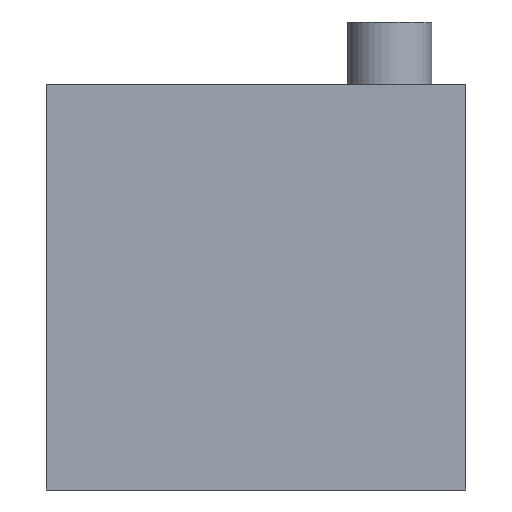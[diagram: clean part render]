
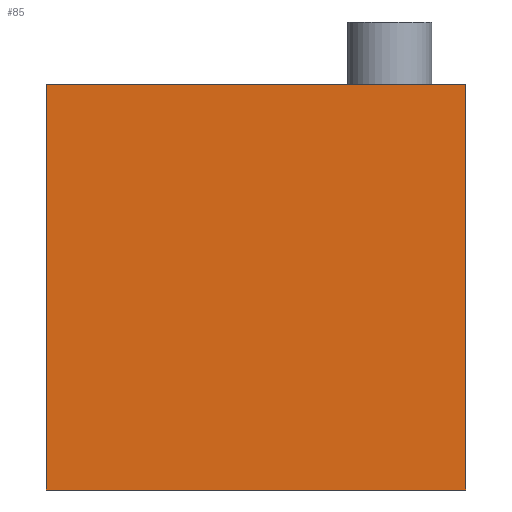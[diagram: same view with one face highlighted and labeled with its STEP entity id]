
A CAD part, front view. The second image highlights one B-rep face of the part: STEP entity #85.
In plain terms, the highlighted planar face has unit normal (0, -1, 0).
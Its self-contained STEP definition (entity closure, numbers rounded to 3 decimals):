
#85=ADVANCED_FACE('',(#155),#157,.T.);
#155=FACE_BOUND('',#156,.T.);
#156=EDGE_LOOP('',(#201,#202,#203,#204));
#157=PLANE('',#158);
#158=AXIS2_PLACEMENT_3D('',#159,#160,#161);
#159=CARTESIAN_POINT('',(-10.,-4.15,0.));
#160=DIRECTION('',(0.,-1.,0.));
#161=DIRECTION('',(1.,0.,0.));
#201=ORIENTED_EDGE('',*,*,#227,.T.);
#202=ORIENTED_EDGE('',*,*,#228,.T.);
#203=ORIENTED_EDGE('',*,*,#219,.F.);
#204=ORIENTED_EDGE('',*,*,#225,.F.);
#219=EDGE_CURVE('',#233,#235,#236,.T.);
#225=EDGE_CURVE('',#245,#233,#247,.T.);
#227=EDGE_CURVE('',#245,#249,#250,.T.);
#228=EDGE_CURVE('',#249,#235,#251,.T.);
#233=VERTEX_POINT('',#257);
#235=VERTEX_POINT('',#261);
#236=LINE('',#262,#263);
#245=VERTEX_POINT('',#283);
#247=LINE('',#287,#288);
#249=VERTEX_POINT('',#293);
#250=LINE('',#294,#295);
#251=LINE('',#297,#298);
#257=CARTESIAN_POINT('',(-10.,-4.15,19.3));
#261=CARTESIAN_POINT('',(10.,-4.15,19.3));
#262=CARTESIAN_POINT('',(-10.,-4.15,19.3));
#263=VECTOR('',#264,1.);
#264=DIRECTION('',(1.,0.,0.));
#283=CARTESIAN_POINT('',(-10.,-4.15,0.));
#287=CARTESIAN_POINT('',(-10.,-4.15,0.));
#288=VECTOR('',#289,1.);
#289=DIRECTION('',(0.,0.,1.));
#293=CARTESIAN_POINT('',(10.,-4.15,0.));
#294=CARTESIAN_POINT('',(-10.,-4.15,0.));
#295=VECTOR('',#296,1.);
#296=DIRECTION('',(1.,0.,0.));
#297=CARTESIAN_POINT('',(10.,-4.15,0.));
#298=VECTOR('',#299,1.);
#299=DIRECTION('',(0.,0.,1.));
